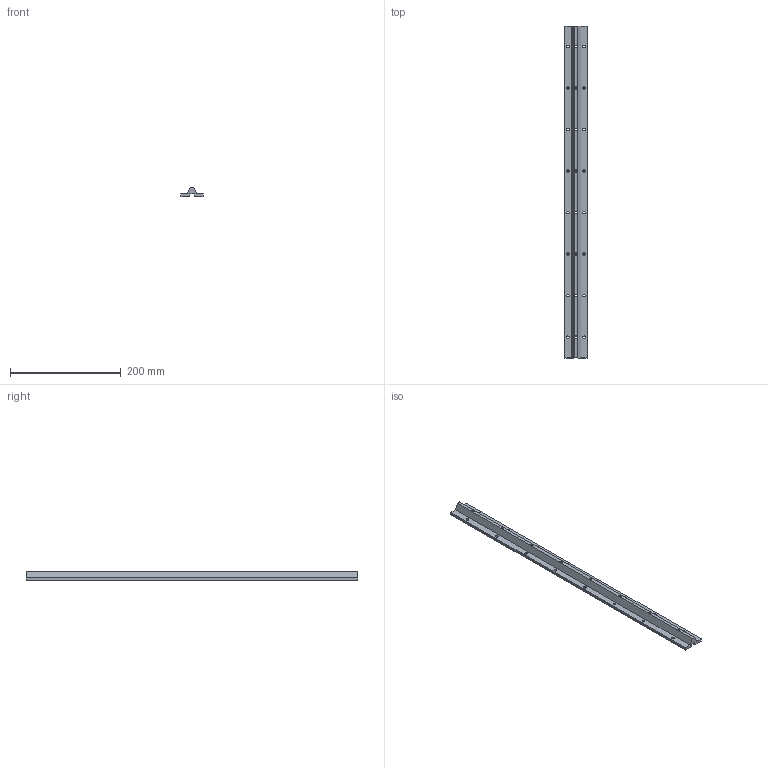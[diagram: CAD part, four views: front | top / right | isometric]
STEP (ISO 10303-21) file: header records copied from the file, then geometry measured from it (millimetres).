
FILE_DESCRIPTION( ( 'STEP AP214' ), '1' );
FILE_NAME( 'STSN-12-T1.stp', '2010-08-04T11:42:40', ( ' ' ), ( ' ' ), 'XStep 1.0', ' ', ' ' );
FILE_SCHEMA( ( 'CONFIG_CONTROL_DESIGN) ( )' ) );
Length unit declared in the file: metre
Products named in the file (1): 1
Bounding box: 40 x 599.5 x 16.75 mm (x, y, z)
Volume: 170904.2 mm3; surface area: 71288.1 mm2
Topology: 1 solids, 1 shells, 38 faces, 131 edges, 95 vertices
Faces by surface type: cylinder 25, plane 13
Full cylindrical faces by diameter (mm): 4.5 x24
Entity records: 2038 total; most frequent: CARTESIAN_POINT 699, DIRECTION 196, ORIENTED_EDGE 168, EDGE_LOOP 110, EDGE_CURVE 84, AXIS2_PLACEMENT_3D 81, VERTEX_POINT 72, FACE_OUTER_BOUND 62
